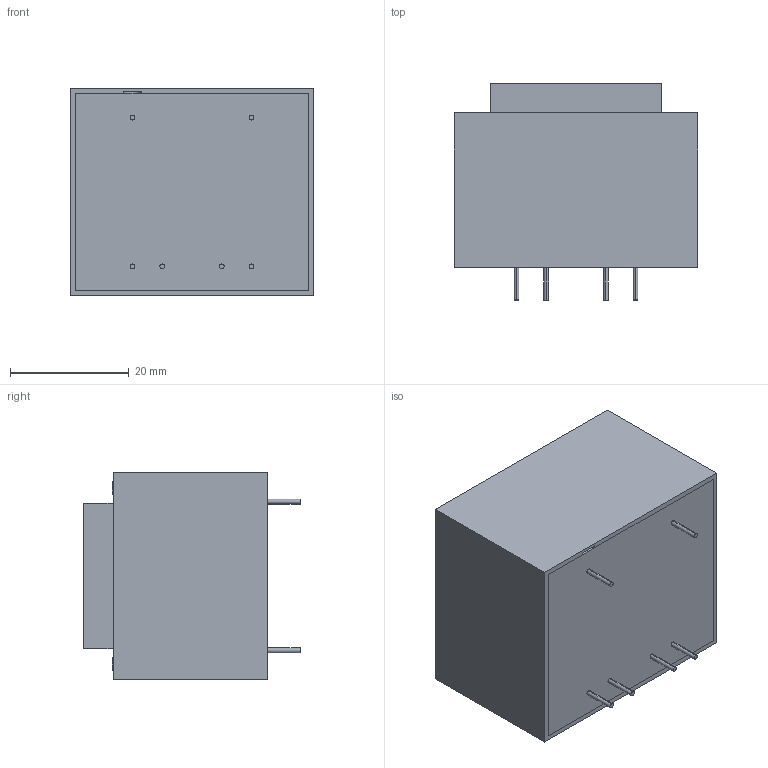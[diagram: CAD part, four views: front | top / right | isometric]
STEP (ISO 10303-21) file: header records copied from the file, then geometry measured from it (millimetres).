
FILE_DESCRIPTION (( 'STEP AP214' ), '1' );
FILE_NAME ('197951.STEP', '2020-05-28T20:07:52', ( '' ), ( '' ), 'SwSTEP 2.0', 'SolidWorks 2018', '' );
FILE_SCHEMA (( 'AUTOMOTIVE_DESIGN' ));
Length unit declared in the file: millimetre
Products named in the file (1): 197951
Bounding box: 40.9 x 36.35 x 34.9 mm (x, y, z)
Volume: 40548.6 mm3; surface area: 7416.3 mm2
Topology: 1 solids, 1 shells, 188 faces, 485 edges, 324 vertices
Faces by surface type: bspline 93, plane 82, cylinder 13
Entity records: 6241 total; most frequent: CARTESIAN_POINT 2225, ORIENTED_EDGE 970, DIRECTION 517, EDGE_CURVE 485, VERTEX_POINT 324, LINE 273, VECTOR 273, EDGE_LOOP 213
